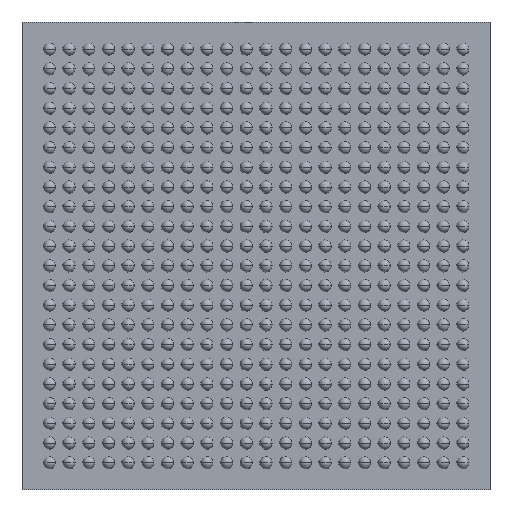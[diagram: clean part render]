
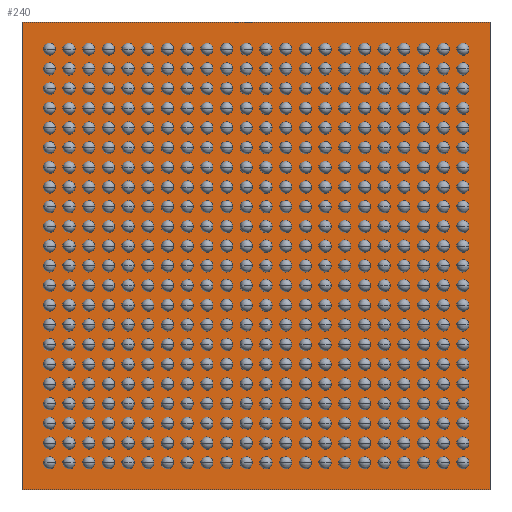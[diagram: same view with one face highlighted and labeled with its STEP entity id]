
A CAD part, front view. The second image highlights one B-rep face of the part: STEP entity #240.
In plain terms, the highlighted planar face has unit normal (0, -1, 0).
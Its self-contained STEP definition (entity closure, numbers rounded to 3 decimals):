
#98 = FACE_OUTER_BOUND($, #108 ,.T.);
#108 = EDGE_LOOP($,( #214 , #215 , #216 , #217 ));
#123 = LINE($, #326 , #143 );
#126 = LINE($, #331 , #146 );
#128 = LINE($, #336 , #148 );
#129 = LINE($, #338 , #149 );
#143 = VECTOR($, #280 ,1.);
#146 = VECTOR($, #285 ,1.);
#148 = VECTOR($, #291 ,1.);
#149 = VECTOR($, #294 ,1.);
#158 = VERTEX_POINT($, #323 );
#159 = VERTEX_POINT($, #325 );
#160 = VERTEX_POINT($, #329 );
#161 = VERTEX_POINT($, #334 );
#175 = EDGE_CURVE($, #158 , #159 , #123 ,.T.);
#178 = EDGE_CURVE($, #158 , #160 , #126 ,.T.);
#180 = EDGE_CURVE($, #160 , #161 , #128 ,.T.);
#181 = EDGE_CURVE($, #159 , #161 , #129 ,.T.);
#214 = ORIENTED_EDGE($,*,*, #178 ,.T.);
#215 = ORIENTED_EDGE($,*,*, #180 ,.T.);
#216 = ORIENTED_EDGE($,*,*, #181 ,.F.);
#217 = ORIENTED_EDGE($,*,*, #175 ,.F.);
#230 = PLANE($, #253 );
#240 = ADVANCED_FACE($,( #98 ), #230 ,.T.);
#253 = AXIS2_PLACEMENT_3D($, #337 , #292 , #293 );
#280 = DIRECTION($,(0.,0.,1.));
#285 = DIRECTION($,(1.,0.,0.));
#291 = DIRECTION($,(0.,0.,1.));
#292 = DIRECTION('center_axis',(0.,-1.,0.));
#293 = DIRECTION('ref_axis',(1.,0.,0.));
#294 = DIRECTION($,(1.,0.,0.));
#323 = CARTESIAN_POINT('',(-9.505,0.333,-9.5));
#325 = CARTESIAN_POINT('',(-9.505,0.333,9.5));
#326 = CARTESIAN_POINT($,(-9.505,0.333,-9.5));
#329 = CARTESIAN_POINT('',(9.504,0.333,-9.5));
#331 = CARTESIAN_POINT($,(-9.505,0.333,-9.5));
#334 = CARTESIAN_POINT('',(9.504,0.333,9.5));
#336 = CARTESIAN_POINT($,(9.504,0.333,-9.5));
#337 = CARTESIAN_POINT('Origin',(-9.505,0.333,-9.5));
#338 = CARTESIAN_POINT($,(-9.505,0.333,9.5));
